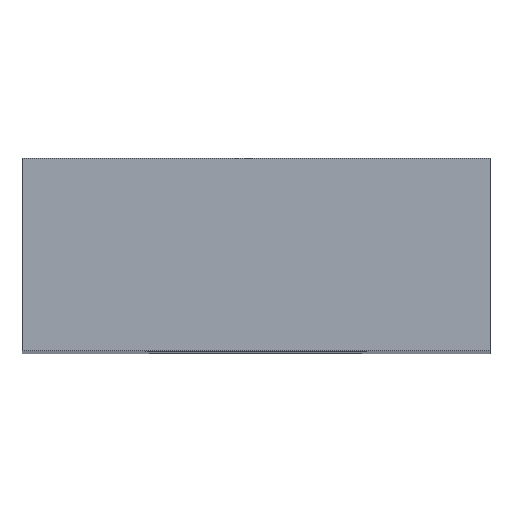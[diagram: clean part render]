
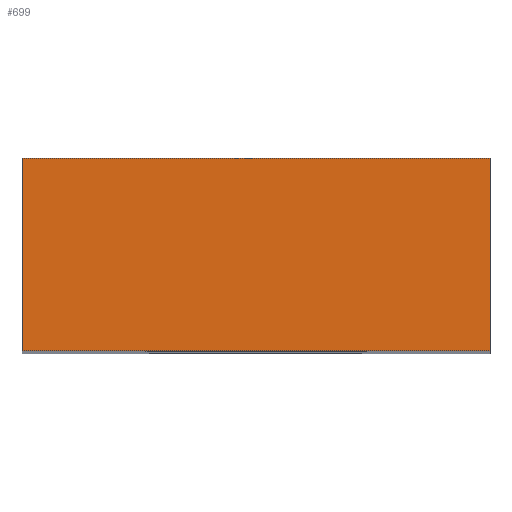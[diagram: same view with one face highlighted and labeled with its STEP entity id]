
A CAD part, top view. The second image highlights one B-rep face of the part: STEP entity #699.
In plain terms, the highlighted planar face has unit normal (0, 0, 1).
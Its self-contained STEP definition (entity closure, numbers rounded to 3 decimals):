
#102=PLANE('',#767);
#114=FACE_OUTER_BOUND('',#156,.T.);
#156=EDGE_LOOP('',(#475,#476,#477,#478));
#210=LINE('',#959,#240);
#211=LINE('',#962,#241);
#212=LINE('',#964,#242);
#213=LINE('',#965,#243);
#240=VECTOR('',#832,10.);
#241=VECTOR('',#835,10.);
#242=VECTOR('',#836,10.);
#243=VECTOR('',#837,10.);
#287=VERTEX_POINT('',#955);
#288=VERTEX_POINT('',#957);
#289=VERTEX_POINT('',#961);
#290=VERTEX_POINT('',#963);
#363=EDGE_CURVE('',#287,#288,#210,.T.);
#364=EDGE_CURVE('',#289,#287,#211,.T.);
#365=EDGE_CURVE('',#290,#288,#212,.T.);
#366=EDGE_CURVE('',#289,#290,#213,.T.);
#475=ORIENTED_EDGE('',*,*,#364,.T.);
#476=ORIENTED_EDGE('',*,*,#363,.T.);
#477=ORIENTED_EDGE('',*,*,#365,.F.);
#478=ORIENTED_EDGE('',*,*,#366,.F.);
#699=ADVANCED_FACE('',(#114),#102,.T.);
#767=AXIS2_PLACEMENT_3D('',#960,#833,#834);
#832=DIRECTION('',(0.,1.,0.));
#833=DIRECTION('center_axis',(0.,0.,1.));
#834=DIRECTION('ref_axis',(1.,0.,0.));
#835=DIRECTION('',(1.,0.,0.));
#836=DIRECTION('',(1.,0.,0.));
#837=DIRECTION('',(0.,1.,0.));
#955=CARTESIAN_POINT('',(0.,0.,0.));
#957=CARTESIAN_POINT('',(0.,7.,0.));
#959=CARTESIAN_POINT('',(0.,0.,0.));
#960=CARTESIAN_POINT('Origin',(-17.,0.,0.));
#961=CARTESIAN_POINT('',(-17.,0.,0.));
#962=CARTESIAN_POINT('',(-17.,0.,0.));
#963=CARTESIAN_POINT('',(-17.,7.,0.));
#964=CARTESIAN_POINT('',(-17.,7.,0.));
#965=CARTESIAN_POINT('',(-17.,0.,0.));
